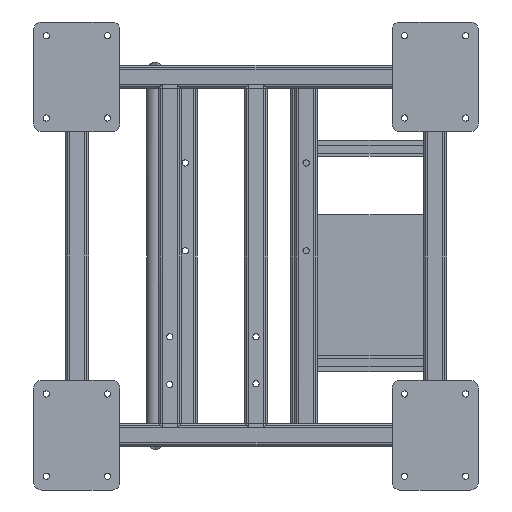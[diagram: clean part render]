
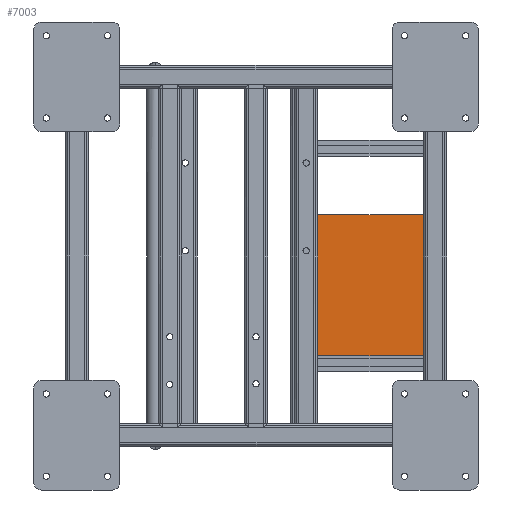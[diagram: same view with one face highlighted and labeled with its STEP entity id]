
A CAD part, front view. The second image highlights one B-rep face of the part: STEP entity #7003.
In plain terms, the highlighted planar face has unit normal (0, -1, 0).
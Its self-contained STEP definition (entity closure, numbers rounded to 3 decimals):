
#938 = EDGE_CURVE ( 'NONE', #21859, #24966, #17345, .T. ) ;
#1044 = DIRECTION ( 'NONE',  ( 0., 0., 1. ) ) ;
#1121 = AXIS2_PLACEMENT_3D ( 'NONE', #9972, #13967, #7684 ) ;
#3130 = EDGE_CURVE ( 'NONE', #22185, #24966, #12818, .T. ) ;
#4391 = ORIENTED_EDGE ( 'NONE', *, *, #16893, .T. ) ;
#4549 = CARTESIAN_POINT ( 'NONE',  ( 447.2, 715.788, -356. ) ) ;
#4659 = VECTOR ( 'NONE', #5627, 1000. ) ;
#5627 = DIRECTION ( 'NONE',  ( 0., 0., 1. ) ) ;
#7003 = ADVANCED_FACE ( 'NONE', ( #17613 ), #9833, .T. ) ;
#7684 = DIRECTION ( 'NONE',  ( 0., 0., -1. ) ) ;
#7930 = CARTESIAN_POINT ( 'NONE',  ( 447.2, 715.788, -356. ) ) ;
#8652 = DIRECTION ( 'NONE',  ( -1., 0., 0. ) ) ;
#9833 = PLANE ( 'NONE',  #1121 ) ;
#9972 = CARTESIAN_POINT ( 'NONE',  ( 447.2, 715.788, -356. ) ) ;
#10138 = EDGE_CURVE ( 'NONE', #10815, #21859, #18151, .T. ) ;
#10426 = CARTESIAN_POINT ( 'NONE',  ( 296.8, 715.788, -175.963 ) ) ;
#10815 = VERTEX_POINT ( 'NONE', #4549 ) ;
#11639 = CARTESIAN_POINT ( 'NONE',  ( 447.2, 715.788, -356. ) ) ;
#12818 = LINE ( 'NONE', #25438, #20700 ) ;
#13967 = DIRECTION ( 'NONE',  ( 0., -1., 0. ) ) ;
#15286 = ORIENTED_EDGE ( 'NONE', *, *, #3130, .T. ) ;
#16254 = DIRECTION ( 'NONE',  ( -1., 0., 0. ) ) ;
#16893 = EDGE_CURVE ( 'NONE', #10815, #22185, #24004, .T. ) ;
#17278 = VECTOR ( 'NONE', #1044, 1000. ) ;
#17345 = LINE ( 'NONE', #19372, #17278 ) ;
#17613 = FACE_OUTER_BOUND ( 'NONE', #21637, .T. ) ;
#18151 = LINE ( 'NONE', #7930, #22983 ) ;
#19372 = CARTESIAN_POINT ( 'NONE',  ( 296.8, 715.788, -356. ) ) ;
#20700 = VECTOR ( 'NONE', #8652, 1000. ) ;
#21637 = EDGE_LOOP ( 'NONE', ( #25104, #25385, #4391, #15286 ) ) ;
#21859 = VERTEX_POINT ( 'NONE', #24068 ) ;
#22185 = VERTEX_POINT ( 'NONE', #25380 ) ;
#22983 = VECTOR ( 'NONE', #16254, 1000. ) ;
#24004 = LINE ( 'NONE', #11639, #4659 ) ;
#24068 = CARTESIAN_POINT ( 'NONE',  ( 296.8, 715.788, -356. ) ) ;
#24966 = VERTEX_POINT ( 'NONE', #10426 ) ;
#25104 = ORIENTED_EDGE ( 'NONE', *, *, #938, .F. ) ;
#25380 = CARTESIAN_POINT ( 'NONE',  ( 447.2, 715.788, -175.963 ) ) ;
#25385 = ORIENTED_EDGE ( 'NONE', *, *, #10138, .F. ) ;
#25438 = CARTESIAN_POINT ( 'NONE',  ( 447.2, 715.788, -175.963 ) ) ;
